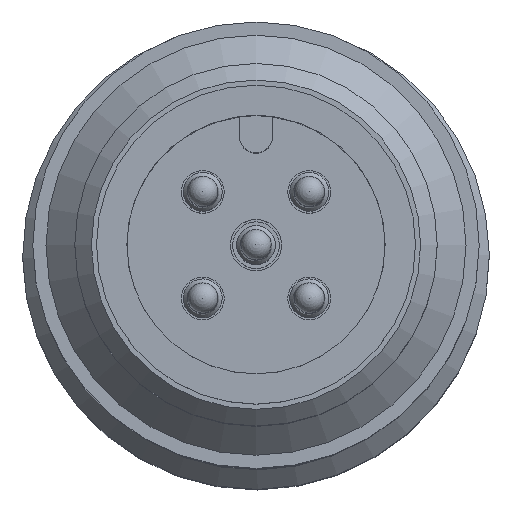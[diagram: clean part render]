
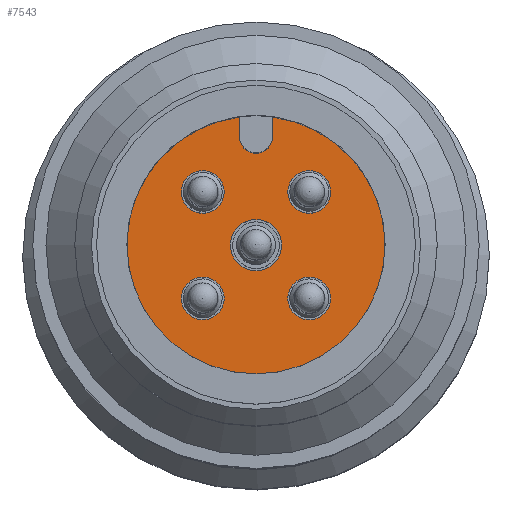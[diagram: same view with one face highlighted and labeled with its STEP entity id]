
A CAD part, top view. The second image highlights one B-rep face of the part: STEP entity #7543.
In plain terms, the highlighted planar face has unit normal (0, 0, 1).
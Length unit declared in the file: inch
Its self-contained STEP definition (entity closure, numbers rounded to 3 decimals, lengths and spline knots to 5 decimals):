
#268=LINE('',#11702,#687);
#269=LINE('',#11705,#688);
#687=VECTOR('',#9264,0.3937);
#688=VECTOR('',#9267,0.3937);
#1196=PLANE('',#8180);
#1495=FACE_BOUND('',#2335,.T.);
#1496=FACE_BOUND('',#2336,.T.);
#1497=FACE_BOUND('',#2337,.T.);
#1498=FACE_BOUND('',#2338,.T.);
#1499=FACE_BOUND('',#2339,.T.);
#1759=FACE_OUTER_BOUND('',#2334,.T.);
#2334=EDGE_LOOP('',(#5236,#5237,#5238,#5239));
#2335=EDGE_LOOP('',(#5240));
#2336=EDGE_LOOP('',(#5241));
#2337=EDGE_LOOP('',(#5242));
#2338=EDGE_LOOP('',(#5243));
#2339=EDGE_LOOP('',(#5244));
#2990=CIRCLE('',#8159,0.033);
#3004=CIRCLE('',#8178,0.166);
#3006=CIRCLE('',#8181,0.021);
#3007=CIRCLE('',#8182,0.0275);
#3008=CIRCLE('',#8183,0.0275);
#3009=CIRCLE('',#8184,0.0275);
#3010=CIRCLE('',#8185,0.0275);
#3380=VERTEX_POINT('',#11643);
#3403=VERTEX_POINT('',#11693);
#3404=VERTEX_POINT('',#11695);
#3406=VERTEX_POINT('',#11701);
#3407=VERTEX_POINT('',#11703);
#3408=VERTEX_POINT('',#11706);
#3409=VERTEX_POINT('',#11708);
#3410=VERTEX_POINT('',#11710);
#3411=VERTEX_POINT('',#11712);
#4106=EDGE_CURVE('',#3380,#3380,#2990,.T.);
#4129=EDGE_CURVE('',#3403,#3404,#3004,.T.);
#4132=EDGE_CURVE('',#3403,#3406,#268,.T.);
#4133=EDGE_CURVE('',#3406,#3407,#3006,.T.);
#4134=EDGE_CURVE('',#3407,#3404,#269,.T.);
#4135=EDGE_CURVE('',#3408,#3408,#3007,.T.);
#4136=EDGE_CURVE('',#3409,#3409,#3008,.T.);
#4137=EDGE_CURVE('',#3410,#3410,#3009,.T.);
#4138=EDGE_CURVE('',#3411,#3411,#3010,.T.);
#5236=ORIENTED_EDGE('',*,*,#4132,.T.);
#5237=ORIENTED_EDGE('',*,*,#4133,.T.);
#5238=ORIENTED_EDGE('',*,*,#4134,.T.);
#5239=ORIENTED_EDGE('',*,*,#4129,.F.);
#5240=ORIENTED_EDGE('',*,*,#4135,.T.);
#5241=ORIENTED_EDGE('',*,*,#4136,.T.);
#5242=ORIENTED_EDGE('',*,*,#4137,.T.);
#5243=ORIENTED_EDGE('',*,*,#4138,.T.);
#5244=ORIENTED_EDGE('',*,*,#4106,.T.);
#7543=ADVANCED_FACE('',(#1759,#1495,#1496,#1497,#1498,#1499),#1196,.T.);
#8159=AXIS2_PLACEMENT_3D('',#11644,#9210,#9211);
#8178=AXIS2_PLACEMENT_3D('',#11696,#9257,#9258);
#8180=AXIS2_PLACEMENT_3D('',#11700,#9262,#9263);
#8181=AXIS2_PLACEMENT_3D('',#11704,#9265,#9266);
#8182=AXIS2_PLACEMENT_3D('',#11707,#9268,#9269);
#8183=AXIS2_PLACEMENT_3D('',#11709,#9270,#9271);
#8184=AXIS2_PLACEMENT_3D('',#11711,#9272,#9273);
#8185=AXIS2_PLACEMENT_3D('',#11713,#9274,#9275);
#9210=DIRECTION('center_axis',(0.,0.,
-1.));
#9211=DIRECTION('ref_axis',(1.,0.,0.));
#9257=DIRECTION('center_axis',(0.,0.,
-1.));
#9258=DIRECTION('ref_axis',(1.,0.,0.));
#9262=DIRECTION('center_axis',(0.,0.,
1.));
#9263=DIRECTION('ref_axis',(1.,0.,0.));
#9264=DIRECTION('',(0.,-1.,0.));
#9265=DIRECTION('center_axis',(0.,0.,
-1.));
#9266=DIRECTION('ref_axis',(-1.,0.,0.));
#9267=DIRECTION('',(0.,1.,0.));
#9268=DIRECTION('center_axis',(0.,0.,
-1.));
#9269=DIRECTION('ref_axis',(-0.707,0.707,0.));
#9270=DIRECTION('center_axis',(0.,0.,
-1.));
#9271=DIRECTION('ref_axis',(-0.707,-0.707,0.));
#9272=DIRECTION('center_axis',(0.,0.,
-1.));
#9273=DIRECTION('ref_axis',(0.707,-0.707,0.));
#9274=DIRECTION('center_axis',(0.,0.,
-1.));
#9275=DIRECTION('ref_axis',(0.707,0.707,0.));
#11643=CARTESIAN_POINT('',(0.,0.033,-0.305));
#11644=CARTESIAN_POINT('Origin',(0.,0.,
-0.305));
#11693=CARTESIAN_POINT('',(0.021,0.16467,-0.305));
#11695=CARTESIAN_POINT('',(-0.021,0.16467,-0.305));
#11696=CARTESIAN_POINT('Origin',(0.,0.,
-0.305));
#11700=CARTESIAN_POINT('Origin',(0.,0.166,-0.305));
#11701=CARTESIAN_POINT('',(0.021,0.139,-0.305));
#11702=CARTESIAN_POINT('',(0.021,0.1525,-0.305));
#11703=CARTESIAN_POINT('',(-0.021,0.139,-0.305));
#11704=CARTESIAN_POINT('Origin',(0.,0.139,-0.305));
#11705=CARTESIAN_POINT('',(-0.021,0.16533,-0.305));
#11706=CARTESIAN_POINT('',(-0.08792,0.08792,-0.305));
#11707=CARTESIAN_POINT('Origin',(-0.06847,0.06847,
-0.305));
#11708=CARTESIAN_POINT('',(-0.08792,-0.08792,-0.305));
#11709=CARTESIAN_POINT('Origin',(-0.06847,-0.06847,
-0.305));
#11710=CARTESIAN_POINT('',(0.08792,-0.08792,-0.305));
#11711=CARTESIAN_POINT('Origin',(0.06847,-0.06847,
-0.305));
#11712=CARTESIAN_POINT('',(0.08792,0.08792,-0.305));
#11713=CARTESIAN_POINT('Origin',(0.06847,0.06847,
-0.305));
